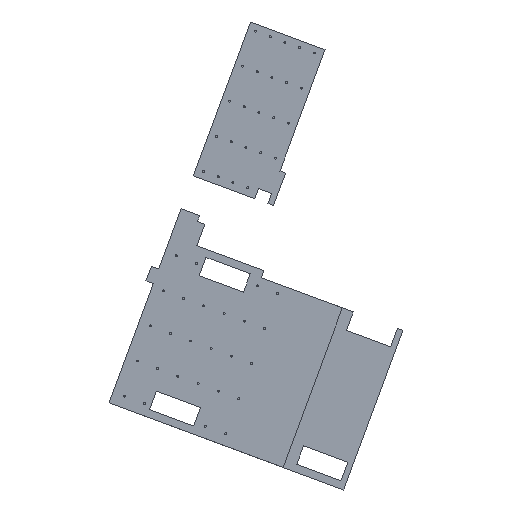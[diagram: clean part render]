
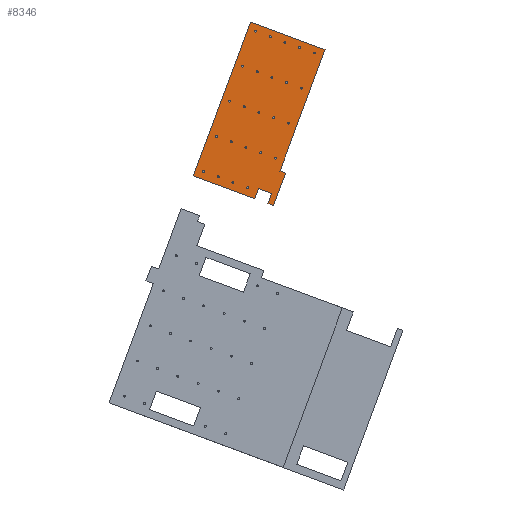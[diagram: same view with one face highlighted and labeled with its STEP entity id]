
A CAD part, front view. The second image highlights one B-rep face of the part: STEP entity #8346.
In plain terms, the highlighted planar face has unit normal (0, -1, 0).
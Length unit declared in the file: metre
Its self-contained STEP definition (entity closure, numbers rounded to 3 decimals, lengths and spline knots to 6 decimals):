
#636 = CARTESIAN_POINT ( 'NONE',  ( 0., -9.15, 0. ) ) ;
#823 = EDGE_CURVE ( 'NONE', #9219, #1305, #1922, .T. ) ;
#830 = CARTESIAN_POINT ( 'NONE',  ( 44.805819, -9.15, -11.436191 ) ) ;
#940 = DIRECTION ( 'NONE',  ( -0.348, 0., -0.938 ) ) ;
#1305 = VERTEX_POINT ( 'NONE', #6718 ) ;
#1922 = LINE ( 'NONE', #18252, #10159 ) ;
#1958 = ORIENTED_EDGE ( 'NONE', *, *, #823, .F. ) ;
#2159 = EDGE_CURVE ( 'NONE', #12842, #9219, #17060, .T. ) ;
#2233 = VERTEX_POINT ( 'NONE', #20566 ) ;
#2488 = LINE ( 'NONE', #14315, #21365 ) ;
#2508 = LINE ( 'NONE', #7101, #20267 ) ;
#2731 = PLANE ( 'NONE',  #16471 ) ;
#3588 = EDGE_CURVE ( 'NONE', #20740, #14670, #17723, .T. ) ;
#3957 = DIRECTION ( 'NONE',  ( 0., -1., 0. ) ) ;
#3965 = ORIENTED_EDGE ( 'NONE', *, *, #5820, .F. ) ;
#4146 = DIRECTION ( 'NONE',  ( 0.938, 0., -0.348 ) ) ;
#4280 = DIRECTION ( 'NONE',  ( 0.938, 0., -0.348 ) ) ;
#4824 = ORIENTED_EDGE ( 'NONE', *, *, #13043, .F. ) ;
#5115 = DIRECTION ( 'NONE',  ( -0.938, 0., 0.348 ) ) ;
#5820 = EDGE_CURVE ( 'NONE', #10533, #20967, #14476, .T. ) ;
#6192 = LINE ( 'NONE', #9380, #15173 ) ;
#6603 = CARTESIAN_POINT ( 'NONE',  ( 50.260484, -9.15, -6.992033 ) ) ;
#6718 = CARTESIAN_POINT ( 'NONE',  ( 43.847803, -9.15, -14.018667 ) ) ;
#6842 = ORIENTED_EDGE ( 'NONE', *, *, #19867, .F. ) ;
#6876 = LINE ( 'NONE', #18605, #20019 ) ;
#7101 = CARTESIAN_POINT ( 'NONE',  ( 42.755468, -9.15, 30.897652 ) ) ;
#7285 = ORIENTED_EDGE ( 'NONE', *, *, #17978, .F. ) ;
#7328 = DIRECTION ( 'NONE',  ( 0., 0., -1. ) ) ;
#7430 = EDGE_CURVE ( 'NONE', #7584, #20740, #2508, .T. ) ;
#7510 = ORIENTED_EDGE ( 'NONE', *, *, #11602, .F. ) ;
#7525 = DIRECTION ( 'NONE',  ( 0.348, 0., 0.938 ) ) ;
#7584 = VERTEX_POINT ( 'NONE', #12702 ) ;
#7626 = DIRECTION ( 'NONE',  ( -0.348, 0., -0.938 ) ) ;
#7662 = CARTESIAN_POINT ( 'NONE',  ( 51.666834, -9.15, -7.513744 ) ) ;
#8346 = ADVANCED_FACE ( 'NONE', ( #10745 ), #2731, .T. ) ;
#8495 = CARTESIAN_POINT ( 'NONE',  ( 51.666834, -9.15, -7.513744 ) ) ;
#8643 = EDGE_LOOP ( 'NONE', ( #18676, #11647, #20081, #1958, #14483, #7510, #4824, #6842, #3965, #7285 ) ) ;
#8944 = CARTESIAN_POINT ( 'NONE',  ( 48.151432, -9.15, -12.677306 ) ) ;
#9219 = VERTEX_POINT ( 'NONE', #830 ) ;
#9380 = CARTESIAN_POINT ( 'NONE',  ( 48.599766, -9.15, -15.781492 ) ) ;
#10159 = VECTOR ( 'NONE', #14866, 1. ) ;
#10533 = VERTEX_POINT ( 'NONE', #6603 ) ;
#10745 = FACE_OUTER_BOUND ( 'NONE', #8643, .T. ) ;
#11602 = EDGE_CURVE ( 'NONE', #19354, #12842, #12680, .T. ) ;
#11647 = ORIENTED_EDGE ( 'NONE', *, *, #7430, .F. ) ;
#11808 = CARTESIAN_POINT ( 'NONE',  ( 42.755468, -9.15, 30.897652 ) ) ;
#12149 = DIRECTION ( 'NONE',  ( -0.938, 0., 0.348 ) ) ;
#12483 = CARTESIAN_POINT ( 'NONE',  ( 42.755468, -9.15, 30.897652 ) ) ;
#12680 = LINE ( 'NONE', #8944, #18135 ) ;
#12702 = CARTESIAN_POINT ( 'NONE',  ( 28.240758, -9.15, -8.228957 ) ) ;
#12842 = VERTEX_POINT ( 'NONE', #19586 ) ;
#13043 = EDGE_CURVE ( 'NONE', #2233, #19354, #18588, .T. ) ;
#13471 = CARTESIAN_POINT ( 'NONE',  ( 47.193416, -9.15, -15.259782 ) ) ;
#14313 = VECTOR ( 'NONE', #5115, 1. ) ;
#14315 = CARTESIAN_POINT ( 'NONE',  ( 50.260484, -9.15, -6.992033 ) ) ;
#14476 = LINE ( 'NONE', #7662, #21015 ) ;
#14483 = ORIENTED_EDGE ( 'NONE', *, *, #2159, .F. ) ;
#14670 = VERTEX_POINT ( 'NONE', #18779 ) ;
#14866 = DIRECTION ( 'NONE',  ( -0.348, 0., -0.938 ) ) ;
#15173 = VECTOR ( 'NONE', #7626, 1. ) ;
#15641 = DIRECTION ( 'NONE',  ( 0.348, 0., 0.938 ) ) ;
#16233 = VECTOR ( 'NONE', #4146, 1. ) ;
#16471 = AXIS2_PLACEMENT_3D ( 'NONE', #636, #3957, #7328 ) ;
#16856 = CARTESIAN_POINT ( 'NONE',  ( 44.805819, -9.15, -11.436191 ) ) ;
#17060 = LINE ( 'NONE', #16856, #18963 ) ;
#17723 = LINE ( 'NONE', #12483, #16233 ) ;
#17978 = EDGE_CURVE ( 'NONE', #14670, #10533, #2488, .T. ) ;
#18135 = VECTOR ( 'NONE', #7525, 1. ) ;
#18252 = CARTESIAN_POINT ( 'NONE',  ( 43.847803, -9.15, -14.018667 ) ) ;
#18437 = CARTESIAN_POINT ( 'NONE',  ( 47.193416, -9.15, -15.259782 ) ) ;
#18488 = DIRECTION ( 'NONE',  ( -0.938, 0., 0.348 ) ) ;
#18588 = LINE ( 'NONE', #13471, #14313 ) ;
#18605 = CARTESIAN_POINT ( 'NONE',  ( 28.240758, -9.15, -8.228957 ) ) ;
#18676 = ORIENTED_EDGE ( 'NONE', *, *, #3588, .F. ) ;
#18779 = CARTESIAN_POINT ( 'NONE',  ( 61.708126, -9.15, 23.866827 ) ) ;
#18963 = VECTOR ( 'NONE', #12149, 1. ) ;
#19079 = EDGE_CURVE ( 'NONE', #1305, #7584, #6876, .T. ) ;
#19354 = VERTEX_POINT ( 'NONE', #18437 ) ;
#19586 = CARTESIAN_POINT ( 'NONE',  ( 48.151432, -9.15, -12.677306 ) ) ;
#19867 = EDGE_CURVE ( 'NONE', #20967, #2233, #6192, .T. ) ;
#20019 = VECTOR ( 'NONE', #18488, 1. ) ;
#20081 = ORIENTED_EDGE ( 'NONE', *, *, #19079, .F. ) ;
#20267 = VECTOR ( 'NONE', #15641, 1. ) ;
#20566 = CARTESIAN_POINT ( 'NONE',  ( 48.599766, -9.15, -15.781492 ) ) ;
#20740 = VERTEX_POINT ( 'NONE', #11808 ) ;
#20967 = VERTEX_POINT ( 'NONE', #8495 ) ;
#21015 = VECTOR ( 'NONE', #4280, 1. ) ;
#21365 = VECTOR ( 'NONE', #940, 1. ) ;
